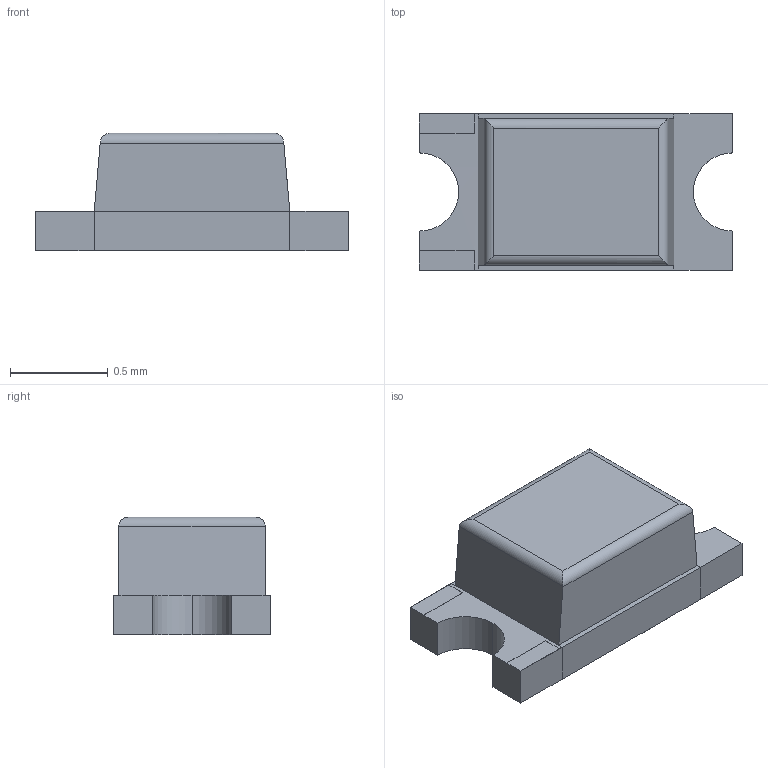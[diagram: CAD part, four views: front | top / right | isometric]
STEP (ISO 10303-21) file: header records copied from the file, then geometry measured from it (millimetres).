
FILE_DESCRIPTION (( 'STEP AP214' ), '1' );
FILE_NAME ('FD80DDEA-4E29-4B02-9E75-5B7C7DE396BD.STEP', '2024-12-29T23:49:21', ( '' ), ( '' ), 'SwSTEP 2.0', 'SolidWorks 2022', '' );
FILE_SCHEMA (( 'AUTOMOTIVE_DESIGN' ));
Length unit declared in the file: millimetre
Products named in the file (1): FD80DDEA-4E29-4B02-9E75-5B7C7DE396BD
Bounding box: 1.6 x 0.8 x 0.6 mm (x, y, z)
Volume: 0.5 mm3; surface area: 4.6 mm2
Topology: 1 solids, 1 shells, 51 faces, 127 edges, 78 vertices
Faces by surface type: plane 44, cylinder 7
Entity records: 2072 total; most frequent: CARTESIAN_POINT 311, ORIENTED_EDGE 254, DIRECTION 219, EDGE_CURVE 127, LINE 103, VECTOR 103, VERTEX_POINT 78, AXIS2_PLACEMENT_3D 58
